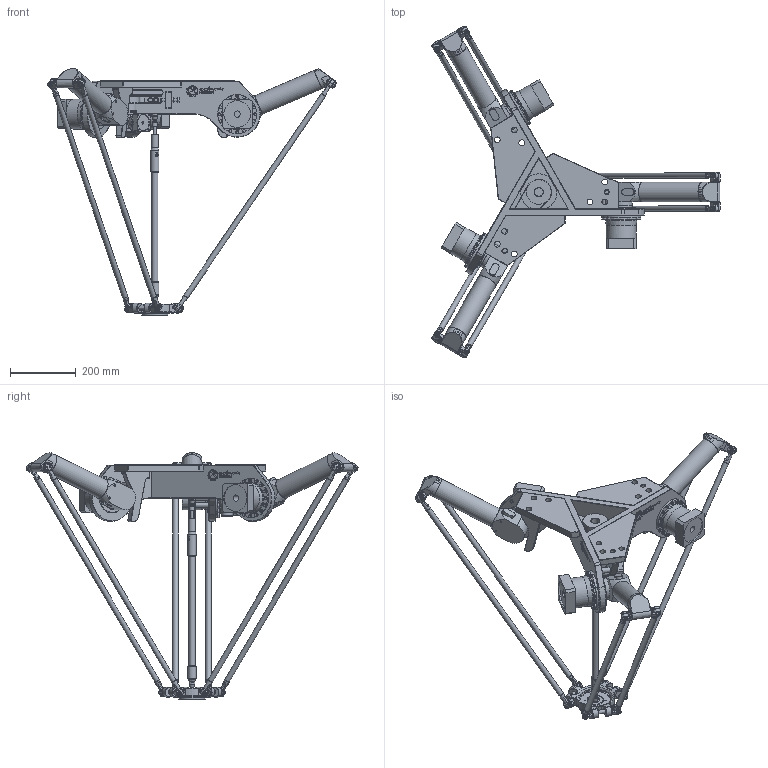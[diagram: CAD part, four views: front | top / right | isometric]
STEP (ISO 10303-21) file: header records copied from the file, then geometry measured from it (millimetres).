
FILE_DESCRIPTION(/* description */ (''),/* implementation_level */ '2;1');
FILE_NAME(/* name */ '3D-model_A_00033-T1.stp',/* time_stamp */ '2022-02-23T16:12:51+01:00',/* author */ ('michael.schutter'),/* organization */ ('Majatronic'),/* preprocessor_version */ 'ST-DEVELOPER v16.5',/* originating_system */ 'Autodesk Inventor 2017',/* authorisation */ '');
FILE_SCHEMA (('AUTOMOTIVE_DESIGN { 1 0 10303 214 3 1 1 }'));
Products named in the file (11): MT_BGR00020613MT_BGR; MT_BGR00019857MT_BGR; MT_WST00062107MT_WST; MT_WST00046397MT_WST; MT_WST00055576MT_WST; MT_WST00065065MT_WST; MT_WST00065066MT_WST; MT_WST00062192MT_WST; MT_WST00065067MT_WST; MT_WST00101401; MT_WST00037805MT_WST
Assembly tree (24 placements, depth 3):
  MT_BGR00020613MT_BGR
    MT_BGR00019857MT_BGR
      MT_WST00062107MT_WST
      MT_WST00046397MT_WST  x3
      MT_WST00055576MT_WST
    MT_WST00065065MT_WST
    MT_WST00065066MT_WST
    MT_WST00062192MT_WST
    MT_WST00065067MT_WST  x6
    MT_WST00101401  x6
    MT_WST00037805MT_WST  x3
Bounding box: 874.55 x 1006.54 x 747.84 mm (x, y, z)
Volume: 12259692.5 mm3; surface area: 1536389.6 mm2
Topology: 23 solids, 35 shells, 3075 faces, 7107 edges, 4464 vertices
Faces by surface type: plane 1716, cylinder 855, cone 307, bspline 129, torus 64, sphere 4
Full cylindrical faces by diameter (mm): 3 x1, 3.459 x4, 3.917 x4, 4.917 x13, 5 x24, 6 x1, 8 x42, 8.5 x72, 9 x1, 10 x3, 11 x3, 11.4 x1, 12 x32, 13 x2, 15 x3, 15.98 x12, 16 x44, 16.199 x1, 16.999 x1, 17.5 x9, 18 x28, 19 x4, 20 x1, 21 x1, 23 x1, 25 x3, 26 x2, 31.5 x3, 34.999 x1, 37 x1
Entity records: 64703 total; most frequent: CARTESIAN_POINT 19669, DIRECTION 9140, ORIENTED_EDGE 8528, EDGE_CURVE 4264, AXIS2_PLACEMENT_3D 3268, VERTEX_POINT 2884, LINE 2604, VECTOR 2604
